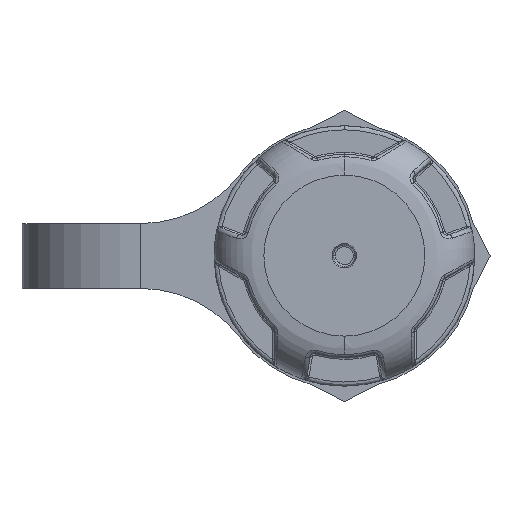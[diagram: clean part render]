
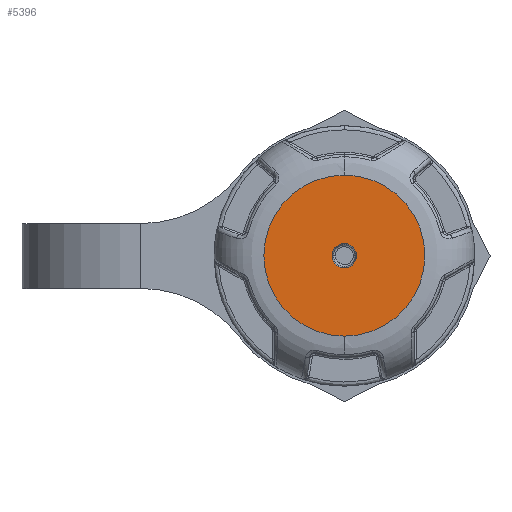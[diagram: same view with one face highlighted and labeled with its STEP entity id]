
A CAD part, top view. The second image highlights one B-rep face of the part: STEP entity #5396.
In plain terms, the highlighted planar face has unit normal (0, 0, 1).
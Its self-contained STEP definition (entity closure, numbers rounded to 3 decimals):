
#913 = VERTEX_POINT ( 'NONE', #29657 ) ;
#1535 = CIRCLE ( 'NONE', #13917, 1.474 ) ;
#1669 = DIRECTION ( 'NONE',  ( 1., 0., 0. ) ) ;
#2457 = DIRECTION ( 'NONE',  ( 0., 0., -1. ) ) ;
#3619 = EDGE_CURVE ( 'NONE', #22788, #913, #1535, .T. ) ;
#4045 = AXIS2_PLACEMENT_3D ( 'NONE', #25320, #62454, #1669 ) ;
#5396 = ADVANCED_FACE ( 'NONE', ( #9607, #73042 ), #25171, .T. ) ;
#8154 = DIRECTION ( 'NONE',  ( 0., -1., 0. ) ) ;
#9432 = VERTEX_POINT ( 'NONE', #56502 ) ;
#9607 = FACE_BOUND ( 'NONE', #37781, .T. ) ;
#13917 = AXIS2_PLACEMENT_3D ( 'NONE', #63096, #44754, #32395 ) ;
#14791 = ORIENTED_EDGE ( 'NONE', *, *, #15626, .T. ) ;
#14886 = VERTEX_POINT ( 'NONE', #48555 ) ;
#15626 = EDGE_CURVE ( 'NONE', #913, #22788, #52009, .T. ) ;
#18414 = AXIS2_PLACEMENT_3D ( 'NONE', #68903, #32060, #37407 ) ;
#18488 = DIRECTION ( 'NONE',  ( 1., 0., 0. ) ) ;
#22595 = ORIENTED_EDGE ( 'NONE', *, *, #37562, .F. ) ;
#22788 = VERTEX_POINT ( 'NONE', #42110 ) ;
#25142 = CIRCLE ( 'NONE', #65812, 9.7 ) ;
#25171 = PLANE ( 'NONE',  #39165 ) ;
#25320 = CARTESIAN_POINT ( 'NONE',  ( 0., 0., 32.991 ) ) ;
#27072 = ORIENTED_EDGE ( 'NONE', *, *, #64033, .F. ) ;
#29657 = CARTESIAN_POINT ( 'NONE',  ( -1.474, 0., 32.991 ) ) ;
#32060 = DIRECTION ( 'NONE',  ( 0., 0., -1. ) ) ;
#32395 = DIRECTION ( 'NONE',  ( 1., 0., 0. ) ) ;
#37407 = DIRECTION ( 'NONE',  ( 1., 0., 0. ) ) ;
#37562 = EDGE_CURVE ( 'NONE', #9432, #14886, #70766, .T. ) ;
#37781 = EDGE_LOOP ( 'NONE', ( #14791, #50452 ) ) ;
#39165 = AXIS2_PLACEMENT_3D ( 'NONE', #68689, #74348, #18488 ) ;
#42110 = CARTESIAN_POINT ( 'NONE',  ( 1.474, 0., 32.991 ) ) ;
#44754 = DIRECTION ( 'NONE',  ( 0., 0., -1. ) ) ;
#48555 = CARTESIAN_POINT ( 'NONE',  ( 0., 9.7, 32.991 ) ) ;
#50452 = ORIENTED_EDGE ( 'NONE', *, *, #3619, .T. ) ;
#52009 = CIRCLE ( 'NONE', #18414, 1.474 ) ;
#56502 = CARTESIAN_POINT ( 'NONE',  ( 0., -9.7, 32.991 ) ) ;
#59229 = EDGE_LOOP ( 'NONE', ( #27072, #22595 ) ) ;
#62454 = DIRECTION ( 'NONE',  ( 0., 0., -1. ) ) ;
#63096 = CARTESIAN_POINT ( 'NONE',  ( 0., 0., 32.991 ) ) ;
#64033 = EDGE_CURVE ( 'NONE', #14886, #9432, #25142, .T. ) ;
#65812 = AXIS2_PLACEMENT_3D ( 'NONE', #75048, #2457, #8154 ) ;
#68689 = CARTESIAN_POINT ( 'NONE',  ( 0., 0., 32.991 ) ) ;
#68903 = CARTESIAN_POINT ( 'NONE',  ( 0., 0., 32.991 ) ) ;
#70766 = CIRCLE ( 'NONE', #4045, 9.7 ) ;
#73042 = FACE_OUTER_BOUND ( 'NONE', #59229, .T. ) ;
#74348 = DIRECTION ( 'NONE',  ( 0., 0., 1. ) ) ;
#75048 = CARTESIAN_POINT ( 'NONE',  ( 0., 0., 32.991 ) ) ;
